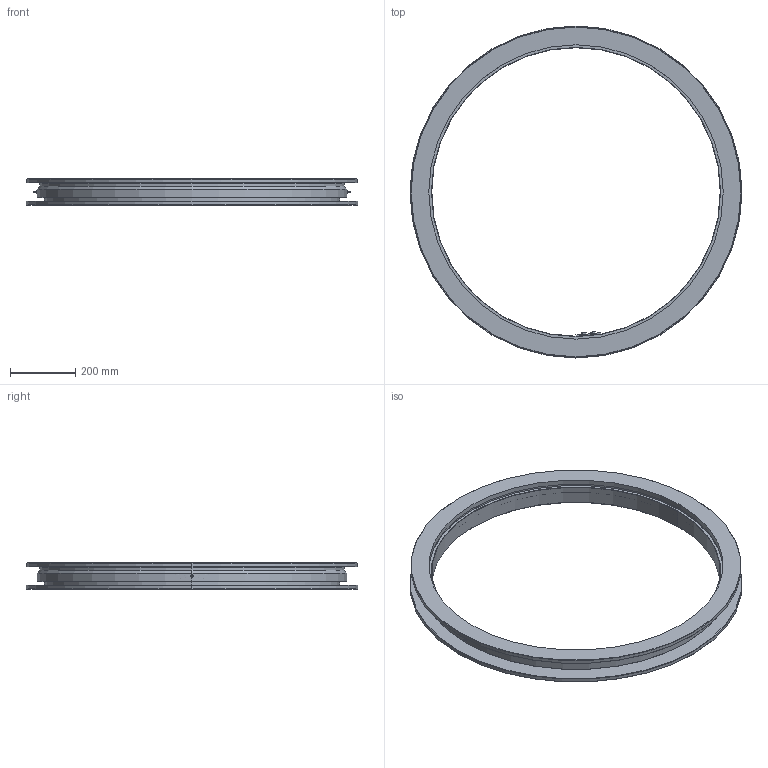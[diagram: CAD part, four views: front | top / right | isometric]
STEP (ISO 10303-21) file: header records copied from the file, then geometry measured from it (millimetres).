
FILE_DESCRIPTION (( 'STEP AP214' ), '1' );
FILE_NAME ('U.1015.16 - Cast Iron.STEP', '2020-06-02T14:39:15', ( '' ), ( '' ), 'SwSTEP 2.0', 'SolidWorks 2016', '' );
FILE_SCHEMA (( 'AUTOMOTIVE_DESIGN' ));
Length unit declared in the file: millimetre
Products named in the file (7): Hex Bolt M8x15mm_A4-70; U.1015.16 - Plug; Ball D16; U.1015.16 - OR; U.1015.16 - Cast Iron; U.1015.16 - IR; Grease nipple M6x1mm
Assembly tree (147 placements, depth 2):
  U.1015.16 - Cast Iron
    U.1015.16 - IR
    U.1015.16 - OR
    Ball D16  x140
    Grease nipple M6x1mm  x2
    U.1015.16 - Plug
    Hex Bolt M8x15mm_A4-70  x2
Bounding box: 1015 x 1015 x 80 mm (x, y, z)
Volume: 7822676.6 mm3; surface area: 1573081.3 mm2
Topology: 147 solids, 147 shells, 461 faces, 1374 edges, 932 vertices
Faces by surface type: sphere 280, cone 66, plane 49, cylinder 44, torus 22
Entity records: 5450 total; most frequent: CARTESIAN_POINT 1346, DIRECTION 910, ORIENTED_EDGE 560, AXIS2_PLACEMENT_3D 410, EDGE_CURVE 280, VERTEX_POINT 166, PRODUCT_DEFINITION_SHAPE 154, CONTEXT_DEPENDENT_SHAPE_REPRESENTATION 147
